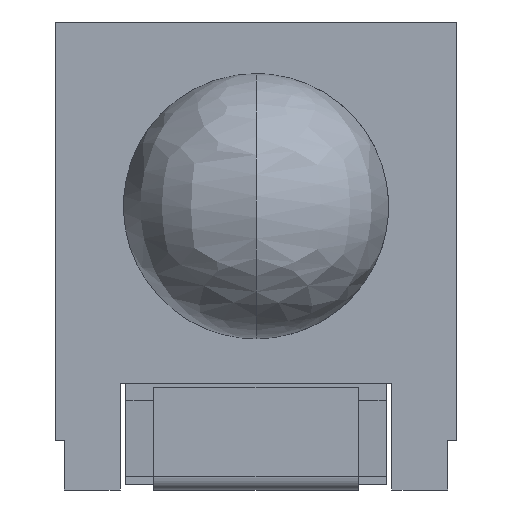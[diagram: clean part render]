
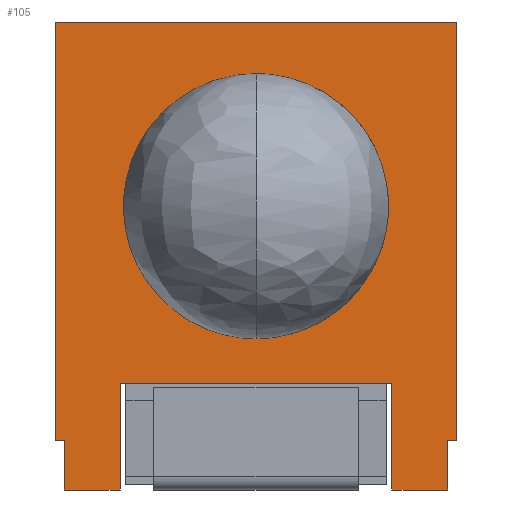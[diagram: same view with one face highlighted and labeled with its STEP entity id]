
A CAD part, front view. The second image highlights one B-rep face of the part: STEP entity #105.
In plain terms, the highlighted planar face has unit normal (0, -1, 0).
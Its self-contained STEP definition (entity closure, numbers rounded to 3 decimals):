
#12=FACE_BOUND('',#221,.T.);
#105=ADVANCED_FACE('',(#162,#12),#1104,.T.);
#162=FACE_OUTER_BOUND('',#220,.T.);
#220=EDGE_LOOP('',(#426,#427,#428,#429,#430,#431,#432,#433,#434,#435,#436,
#437));
#221=EDGE_LOOP('',(#438));
#426=ORIENTED_EDGE('',*,*,#657,.F.);
#427=ORIENTED_EDGE('',*,*,#645,.F.);
#428=ORIENTED_EDGE('',*,*,#666,.F.);
#429=ORIENTED_EDGE('',*,*,#678,.F.);
#430=ORIENTED_EDGE('',*,*,#677,.F.);
#431=ORIENTED_EDGE('',*,*,#676,.F.);
#432=ORIENTED_EDGE('',*,*,#642,.F.);
#433=ORIENTED_EDGE('',*,*,#618,.F.);
#434=ORIENTED_EDGE('',*,*,#641,.F.);
#435=ORIENTED_EDGE('',*,*,#639,.F.);
#436=ORIENTED_EDGE('',*,*,#624,.F.);
#437=ORIENTED_EDGE('',*,*,#649,.F.);
#438=ORIENTED_EDGE('',*,*,#680,.F.);
#618=EDGE_CURVE('',#979,#978,#810,.T.);
#624=EDGE_CURVE('',#982,#983,#816,.T.);
#639=EDGE_CURVE('',#983,#994,#831,.T.);
#641=EDGE_CURVE('',#994,#979,#833,.T.);
#642=EDGE_CURVE('',#978,#995,#834,.T.);
#645=EDGE_CURVE('',#997,#996,#837,.T.);
#649=EDGE_CURVE('',#1000,#982,#841,.T.);
#657=EDGE_CURVE('',#996,#1000,#849,.T.);
#666=EDGE_CURVE('',#1010,#997,#858,.T.);
#676=EDGE_CURVE('',#995,#1016,#868,.T.);
#677=EDGE_CURVE('',#1016,#1018,#869,.T.);
#678=EDGE_CURVE('',#1018,#1010,#870,.T.);
#680=EDGE_CURVE('',#1017,#1017,#756,.T.);
#756=(
BOUNDED_CURVE()
B_SPLINE_CURVE(2,(#1641,#1642,#1643,#1644,#1645,#1646,#1647,#1648,#1649),
 .UNSPECIFIED.,.T.,.F.)
B_SPLINE_CURVE_WITH_KNOTS((3,2,2,2,3),(0.,0.088,0.176,
0.264,0.353),.UNSPECIFIED.)
CURVE()
GEOMETRIC_REPRESENTATION_ITEM()
RATIONAL_B_SPLINE_CURVE((1.,0.707,1.,0.707,1.,0.707,
1.,0.707,1.))
REPRESENTATION_ITEM('')
);
#810=B_SPLINE_CURVE_WITH_KNOTS('',1,(#1517,#1518),.UNSPECIFIED.,.F.,.F.,
(2,2),(0.,0.004),.UNSPECIFIED.);
#816=B_SPLINE_CURVE_WITH_KNOTS('',1,(#1529,#1530),.UNSPECIFIED.,.F.,.F.,
(2,2),(-0.045,0.),.UNSPECIFIED.);
#831=B_SPLINE_CURVE_WITH_KNOTS('',1,(#1559,#1560),.UNSPECIFIED.,.F.,.F.,
(2,2),(0.,0.024),.UNSPECIFIED.);
#833=B_SPLINE_CURVE_WITH_KNOTS('',1,(#1563,#1564),.UNSPECIFIED.,.F.,.F.,
(2,2),(0.,0.021),.UNSPECIFIED.);
#834=B_SPLINE_CURVE_WITH_KNOTS('',1,(#1565,#1566),.UNSPECIFIED.,.F.,.F.,
(2,2),(0.,0.177),.UNSPECIFIED.);
#837=B_SPLINE_CURVE_WITH_KNOTS('',1,(#1571,#1572),.UNSPECIFIED.,.F.,.F.,
(2,2),(0.,0.024),.UNSPECIFIED.);
#841=B_SPLINE_CURVE_WITH_KNOTS('',1,(#1579,#1580),.UNSPECIFIED.,.F.,.F.,
(2,2),(0.,0.115),.UNSPECIFIED.);
#849=B_SPLINE_CURVE_WITH_KNOTS('',1,(#1595,#1596),.UNSPECIFIED.,.F.,.F.,
(2,2),(0.,0.045),.UNSPECIFIED.);
#858=B_SPLINE_CURVE_WITH_KNOTS('',1,(#1613,#1614),.UNSPECIFIED.,.F.,.F.,
(2,2),(0.,0.021),.UNSPECIFIED.);
#868=B_SPLINE_CURVE_WITH_KNOTS('',1,(#1633,#1634),.UNSPECIFIED.,.F.,.F.,
(2,2),(0.,0.17),.UNSPECIFIED.);
#869=B_SPLINE_CURVE_WITH_KNOTS('',1,(#1635,#1636),.UNSPECIFIED.,.F.,.F.,
(2,2),(0.,0.177),.UNSPECIFIED.);
#870=B_SPLINE_CURVE_WITH_KNOTS('',1,(#1637,#1638),.UNSPECIFIED.,.F.,.F.,
(2,2),(0.,0.004),.UNSPECIFIED.);
#978=VERTEX_POINT('',#1460);
#979=VERTEX_POINT('',#1461);
#982=VERTEX_POINT('',#1464);
#983=VERTEX_POINT('',#1465);
#994=VERTEX_POINT('',#1476);
#995=VERTEX_POINT('',#1477);
#996=VERTEX_POINT('',#1478);
#997=VERTEX_POINT('',#1479);
#1000=VERTEX_POINT('',#1482);
#1010=VERTEX_POINT('',#1492);
#1016=VERTEX_POINT('',#1498);
#1017=VERTEX_POINT('',#1499);
#1018=VERTEX_POINT('',#1500);
#1104=PLANE('',#1175);
#1175=AXIS2_PLACEMENT_3D('',#1449,#1229,$);
#1229=DIRECTION('',(0.,-1.,0.));
#1449=CARTESIAN_POINT('',(17.862,-3.05,20.803));
#1460=CARTESIAN_POINT('',(-2.16,-3.05,0.53));
#1461=CARTESIAN_POINT('',(-2.06,-3.05,0.53));
#1464=CARTESIAN_POINT('',(-1.46,-3.05,1.15));
#1465=CARTESIAN_POINT('',(-1.46,-3.05,0.));
#1476=CARTESIAN_POINT('',(-2.06,-3.05,0.));
#1477=CARTESIAN_POINT('',(-2.16,-3.05,5.03));
#1478=CARTESIAN_POINT('',(1.46,-3.05,0.));
#1479=CARTESIAN_POINT('',(2.06,-3.05,0.));
#1482=CARTESIAN_POINT('',(1.46,-3.05,1.15));
#1492=CARTESIAN_POINT('',(2.06,-3.05,0.53));
#1498=CARTESIAN_POINT('',(2.16,-3.05,5.03));
#1499=CARTESIAN_POINT('',(0.,-3.05,4.475));
#1500=CARTESIAN_POINT('',(2.16,-3.05,0.53));
#1517=CARTESIAN_POINT('',(-2.06,-3.05,0.53));
#1518=CARTESIAN_POINT('',(-2.16,-3.05,0.53));
#1529=CARTESIAN_POINT('',(-1.46,-3.05,1.15));
#1530=CARTESIAN_POINT('',(-1.46,-3.05,0.));
#1559=CARTESIAN_POINT('',(-1.46,-3.05,0.));
#1560=CARTESIAN_POINT('',(-2.06,-3.05,0.));
#1563=CARTESIAN_POINT('',(-2.06,-3.05,0.));
#1564=CARTESIAN_POINT('',(-2.06,-3.05,0.53));
#1565=CARTESIAN_POINT('',(-2.16,-3.05,0.53));
#1566=CARTESIAN_POINT('',(-2.16,-3.05,5.03));
#1571=CARTESIAN_POINT('',(2.06,-3.05,0.));
#1572=CARTESIAN_POINT('',(1.46,-3.05,0.));
#1579=CARTESIAN_POINT('',(1.46,-3.05,1.15));
#1580=CARTESIAN_POINT('',(-1.46,-3.05,1.15));
#1595=CARTESIAN_POINT('',(1.46,-3.05,0.));
#1596=CARTESIAN_POINT('',(1.46,-3.05,1.15));
#1613=CARTESIAN_POINT('',(2.06,-3.05,0.53));
#1614=CARTESIAN_POINT('',(2.06,-3.05,0.));
#1633=CARTESIAN_POINT('',(-2.16,-3.05,5.03));
#1634=CARTESIAN_POINT('',(2.16,-3.05,5.03));
#1635=CARTESIAN_POINT('',(2.16,-3.05,5.03));
#1636=CARTESIAN_POINT('',(2.16,-3.05,0.53));
#1637=CARTESIAN_POINT('',(2.16,-3.05,0.53));
#1638=CARTESIAN_POINT('',(2.06,-3.05,0.53));
#1641=CARTESIAN_POINT('',(0.,-3.05,4.475));
#1642=CARTESIAN_POINT('',(-1.425,-3.05,4.475));
#1643=CARTESIAN_POINT('',(-1.425,-3.05,3.05));
#1644=CARTESIAN_POINT('',(-1.425,-3.05,1.625));
#1645=CARTESIAN_POINT('',(0.,-3.05,1.625));
#1646=CARTESIAN_POINT('',(1.425,-3.05,1.625));
#1647=CARTESIAN_POINT('',(1.425,-3.05,3.05));
#1648=CARTESIAN_POINT('',(1.425,-3.05,4.475));
#1649=CARTESIAN_POINT('',(0.,-3.05,4.475));
